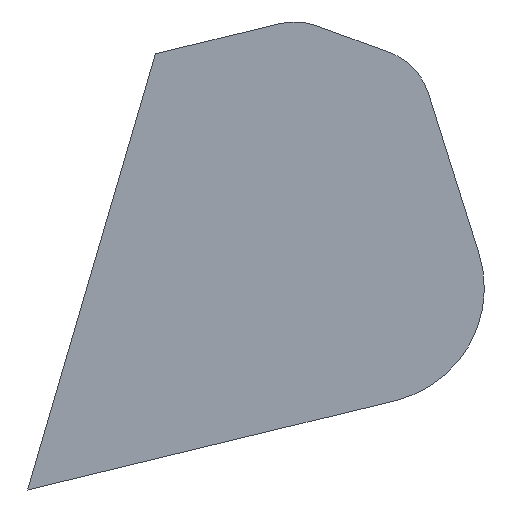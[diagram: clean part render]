
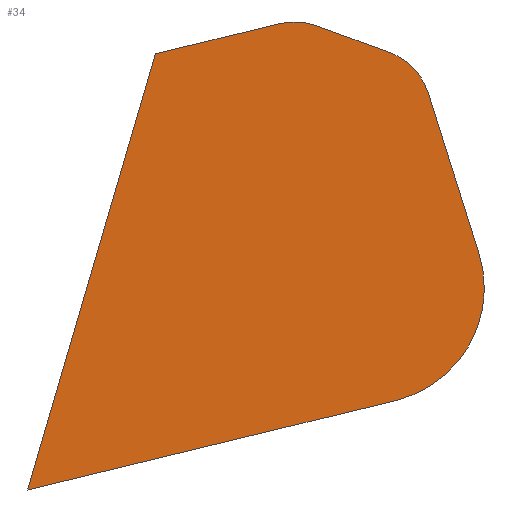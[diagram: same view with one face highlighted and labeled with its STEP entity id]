
A CAD part, front view. The second image highlights one B-rep face of the part: STEP entity #34.
In plain terms, the highlighted planar face has unit normal (0, -1, 0).
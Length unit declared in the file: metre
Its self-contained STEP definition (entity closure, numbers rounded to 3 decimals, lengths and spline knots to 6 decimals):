
#34 = ADVANCED_FACE( 'Face1', ( #71 ), #72, .T. );
#71 = FACE_OUTER_BOUND( '', #108, .T. );
#72 = PLANE( '', #109 );
#108 = EDGE_LOOP( '', ( #139, #140, #141, #142, #143, #144, #145, #146 ) );
#109 = AXIS2_PLACEMENT_3D( '', #147, #148, #149 );
#139 = ORIENTED_EDGE( '', *, *, #227, .T. );
#140 = ORIENTED_EDGE( '', *, *, #228, .T. );
#141 = ORIENTED_EDGE( '', *, *, #229, .T. );
#142 = ORIENTED_EDGE( '', *, *, #230, .T. );
#143 = ORIENTED_EDGE( '', *, *, #231, .T. );
#144 = ORIENTED_EDGE( '', *, *, #232, .T. );
#145 = ORIENTED_EDGE( '', *, *, #233, .T. );
#146 = ORIENTED_EDGE( '', *, *, #234, .T. );
#147 = CARTESIAN_POINT( '', ( 4.473523, 0.2772, 0.652408 ) );
#148 = DIRECTION( '', ( 0., -1., 0. ) );
#149 = DIRECTION( '', ( 0.972, 0., 0.236 ) );
#227 = EDGE_CURVE( '', #261, #262, #263, .T. );
#228 = EDGE_CURVE( '', #262, #264, #265, .T. );
#229 = EDGE_CURVE( '', #264, #266, #267, .T. );
#230 = EDGE_CURVE( '', #266, #268, #269, .T. );
#231 = EDGE_CURVE( '', #268, #270, #271, .T. );
#232 = EDGE_CURVE( '', #270, #272, #273, .T. );
#233 = EDGE_CURVE( '', #272, #274, #275, .T. );
#234 = EDGE_CURVE( '', #274, #261, #276, .T. );
#261 = VERTEX_POINT( '', #311 );
#262 = VERTEX_POINT( '', #312 );
#263 = CIRCLE( '', #313, 0.21384 );
#264 = VERTEX_POINT( '', #314 );
#265 = LINE( '', #315, #316 );
#266 = VERTEX_POINT( '', #317 );
#267 = CIRCLE( '', #318, 0.1188 );
#268 = VERTEX_POINT( '', #319 );
#269 = LINE( '', #320, #321 );
#270 = VERTEX_POINT( '', #322 );
#271 = CIRCLE( '', #323, 0.1188 );
#272 = VERTEX_POINT( '', #324 );
#273 = LINE( '', #325, #326 );
#274 = VERTEX_POINT( '', #327 );
#275 = LINE( '', #328, #329 );
#276 = LINE( '', #330, #331 );
#311 = CARTESIAN_POINT( '', ( 4.524017, 0.2772, 0.444615 ) );
#312 = CARTESIAN_POINT( '', ( 4.677434, 0.2772, 0.71681 ) );
#313 = AXIS2_PLACEMENT_3D( '', #378, #379, #380 );
#314 = CARTESIAN_POINT( '', ( 4.583846, 0.2772, 1.013132 ) );
#315 = CARTESIAN_POINT( '', ( 4.677434, 0.2772, 0.71681 ) );
#316 = VECTOR( '', #381, 1. );
#317 = CARTESIAN_POINT( '', ( 4.511395, 0.2772, 1.088915 ) );
#318 = AXIS2_PLACEMENT_3D( '', #382, #383, #384 );
#319 = CARTESIAN_POINT( '', ( 4.376983, 0.2772, 1.138112 ) );
#320 = CARTESIAN_POINT( '', ( 4.511395, 0.2772, 1.088915 ) );
#321 = VECTOR( '', #385, 1. );
#322 = CARTESIAN_POINT( '', ( 4.308097, 0.2772, 1.14199 ) );
#323 = AXIS2_PLACEMENT_3D( '', #386, #387, #388 );
#324 = CARTESIAN_POINT( '', ( 4.078786, 0.2772, 1.086267 ) );
#325 = CARTESIAN_POINT( '', ( 4.308097, 0.2772, 1.14199 ) );
#326 = VECTOR( '', #389, 1. );
#327 = CARTESIAN_POINT( '', ( 3.842055, 0.2772, 0.278897 ) );
#328 = CARTESIAN_POINT( '', ( 4.078786, 0.2772, 1.086267 ) );
#329 = VECTOR( '', #390, 1. );
#330 = CARTESIAN_POINT( '', ( 3.842055, 0.2772, 0.278897 ) );
#331 = VECTOR( '', #391, 1. );
#378 = CARTESIAN_POINT( '', ( 4.473523, 0.2772, 0.652408 ) );
#379 = DIRECTION( '', ( 0., -1., 0. ) );
#380 = DIRECTION( '', ( 0.972, 0., 0.236 ) );
#381 = DIRECTION( '', ( -0.301, 0., 0.954 ) );
#382 = CARTESIAN_POINT( '', ( 4.470562, 0.2772, 0.977353 ) );
#383 = DIRECTION( '', ( 0., -1., 0. ) );
#384 = DIRECTION( '', ( 0.972, 0., 0.236 ) );
#385 = DIRECTION( '', ( -0.939, 0., 0.344 ) );
#386 = CARTESIAN_POINT( '', ( 4.33615, 0.2772, 1.02655 ) );
#387 = DIRECTION( '', ( 0., -1., 0. ) );
#388 = DIRECTION( '', ( 0.972, 0., 0.236 ) );
#389 = DIRECTION( '', ( -0.972, 0., -0.236 ) );
#390 = DIRECTION( '', ( -0.281, 0., -0.96 ) );
#391 = DIRECTION( '', ( 0.972, 0., 0.236 ) );
